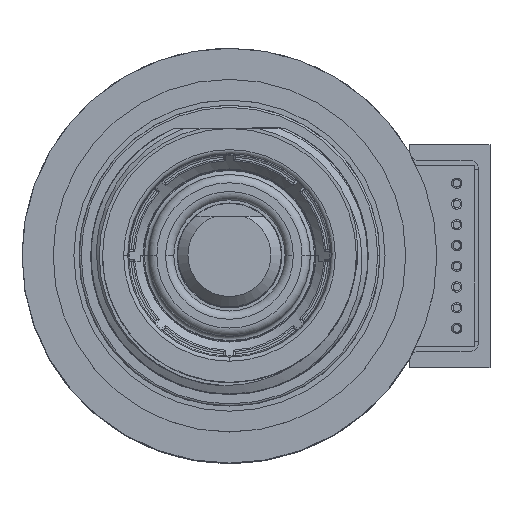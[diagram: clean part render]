
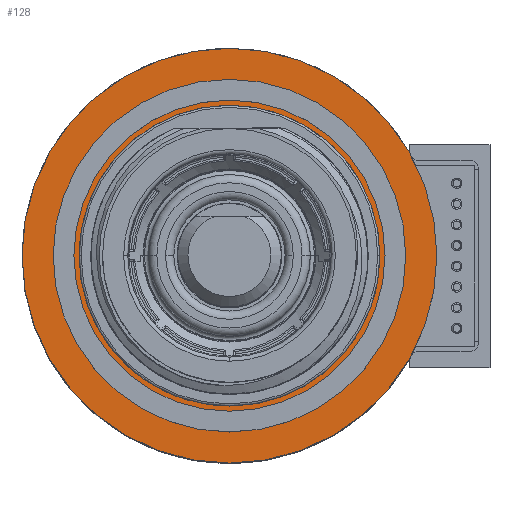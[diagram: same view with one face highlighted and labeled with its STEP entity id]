
A CAD part, top view. The second image highlights one B-rep face of the part: STEP entity #128.
In plain terms, the highlighted planar face has unit normal (0, 0, 1).
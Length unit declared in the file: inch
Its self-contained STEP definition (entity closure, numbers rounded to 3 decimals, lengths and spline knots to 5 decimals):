
#19=CARTESIAN_POINT('',(0.,0.,0.271));
#20=DIRECTION('',(0.,0.,-1.));
#21=DIRECTION('',(1.,0.,0.));
#22=AXIS2_PLACEMENT_3D('',#19,#20,#21);
#24=CARTESIAN_POINT('',(0.,0.,0.271));
#25=DIRECTION('',(0.,0.,-1.));
#26=DIRECTION('',(-1.,0.,0.));
#27=AXIS2_PLACEMENT_3D('',#24,#25,#26);
#29=CARTESIAN_POINT('',(-0.3625,0.,0.271));
#30=CARTESIAN_POINT('',(-0.36248,-0.02126,0.271));
#31=CARTESIAN_POINT('',(-0.35883,-0.06308,0.271));
#32=CARTESIAN_POINT('',(-0.34238,-0.12467,0.271));
#33=CARTESIAN_POINT('',(-0.3154,-0.18235,0.271));
#34=CARTESIAN_POINT('',(-0.27933,-0.23393,0.271));
#35=CARTESIAN_POINT('',(-0.23405,-0.27928,0.271));
#36=CARTESIAN_POINT('',(-0.18176,-0.31578,0.271));
#37=CARTESIAN_POINT('',(-0.12399,-0.3426,0.271));
#38=CARTESIAN_POINT('',(-0.06263,-0.35892,0.271));
#39=CARTESIAN_POINT('',(0.00049,-0.36433,0.271));
#40=CARTESIAN_POINT('',(0.06352,-0.35875,0.271));
#41=CARTESIAN_POINT('',(0.1246,-0.34236,0.271));
#42=CARTESIAN_POINT('',(0.18198,-0.31563,0.271));
#43=CARTESIAN_POINT('',(0.23392,-0.27935,0.271));
#44=CARTESIAN_POINT('',(0.27901,-0.23428,0.271));
#45=CARTESIAN_POINT('',(0.31509,-0.18289,0.271));
#46=CARTESIAN_POINT('',(0.34217,-0.12525,0.271));
#47=CARTESIAN_POINT('',(0.35878,-0.06349,0.271));
#48=CARTESIAN_POINT('',(0.36247,-0.02141,0.271));
#49=CARTESIAN_POINT('',(0.3625,0.,0.271));
#51=CARTESIAN_POINT('',(0.3625,0.,0.271));
#52=CARTESIAN_POINT('',(0.36248,0.02126,0.271));
#53=CARTESIAN_POINT('',(0.35883,0.06308,0.271));
#54=CARTESIAN_POINT('',(0.34238,0.12467,0.271));
#55=CARTESIAN_POINT('',(0.3154,0.18235,0.271));
#56=CARTESIAN_POINT('',(0.27933,0.23393,0.271));
#57=CARTESIAN_POINT('',(0.23405,0.27928,0.271));
#58=CARTESIAN_POINT('',(0.18176,0.31578,0.271));
#59=CARTESIAN_POINT('',(0.12399,0.3426,0.271));
#60=CARTESIAN_POINT('',(0.06263,0.35892,0.271));
#61=CARTESIAN_POINT('',(-0.00049,0.36433,0.271));
#62=CARTESIAN_POINT('',(-0.06352,0.35875,0.271));
#63=CARTESIAN_POINT('',(-0.1246,0.34236,0.271));
#64=CARTESIAN_POINT('',(-0.18198,0.31563,0.271));
#65=CARTESIAN_POINT('',(-0.23392,0.27935,0.271));
#66=CARTESIAN_POINT('',(-0.27901,0.23428,0.271));
#67=CARTESIAN_POINT('',(-0.31509,0.18289,0.271));
#68=CARTESIAN_POINT('',(-0.34217,0.12525,0.271));
#69=CARTESIAN_POINT('',(-0.35878,0.06349,0.271));
#70=CARTESIAN_POINT('',(-0.36247,0.02141,0.271));
#71=CARTESIAN_POINT('',(-0.3625,0.,0.271));
#77=VERTEX_POINT('',#29);
#78=VERTEX_POINT('',#49);
#79=CARTESIAN_POINT('',(0.5,0.,0.271));
#80=VERTEX_POINT('',#79);
#81=CARTESIAN_POINT('',(-0.5,0.,0.271));
#82=VERTEX_POINT('',#81);
#113=CARTESIAN_POINT('',(0.,0.,0.271));
#114=DIRECTION('',(0.,0.,1.));
#115=DIRECTION('',(-1.,0.,0.));
#116=AXIS2_PLACEMENT_3D('',#113,#114,#115);
#117=PLANE('',#116);
#118=ORIENTED_EDGE('',*,*,#105,.T.);
#119=ORIENTED_EDGE('',*,*,#90,.T.);
#120=EDGE_LOOP('',(#118,#119));
#121=FACE_OUTER_BOUND('',#120,.F.);
#123=ORIENTED_EDGE('',*,*,#122,.T.);
#125=ORIENTED_EDGE('',*,*,#124,.T.);
#126=EDGE_LOOP('',(#123,#125));
#127=FACE_BOUND('',#126,.F.);
#128=ADVANCED_FACE('',(#121,#127),#117,.T.);
#23=CIRCLE('',#22,0.5);
#28=CIRCLE('',#27,0.5);
#50=B_SPLINE_CURVE_WITH_KNOTS('',3,(#29,#30,#31,#32,#33,#34,#35,#36,#37,#38,#39,
#40,#41,#42,#43,#44,#45,#46,#47,#48,#49),.UNSPECIFIED.,.F.,.F.,(4,1,1,1,1,1,1,1,
1,1,1,1,1,1,1,1,1,1,4),(0.,0.05556,0.11111,
0.16667,0.22222,0.27778,0.33333,
0.38889,0.44444,0.5,0.55556,0.61111,
0.66667,0.72222,0.77778,0.83333,
0.88889,0.94444,1.),.UNSPECIFIED.);
#72=B_SPLINE_CURVE_WITH_KNOTS('',3,(#51,#52,#53,#54,#55,#56,#57,#58,#59,#60,#61,
#62,#63,#64,#65,#66,#67,#68,#69,#70,#71),.UNSPECIFIED.,.F.,.F.,(4,1,1,1,1,1,1,1,
1,1,1,1,1,1,1,1,1,1,4),(0.,0.05556,0.11111,
0.16667,0.22222,0.27778,0.33333,
0.38889,0.44444,0.5,0.55556,0.61111,
0.66667,0.72222,0.77778,0.83333,
0.88889,0.94444,1.),.UNSPECIFIED.);
#90=EDGE_CURVE('',#82,#80,#28,.T.);
#105=EDGE_CURVE('',#80,#82,#23,.T.);
#122=EDGE_CURVE('',#77,#78,#50,.T.);
#124=EDGE_CURVE('',#78,#77,#72,.T.);
